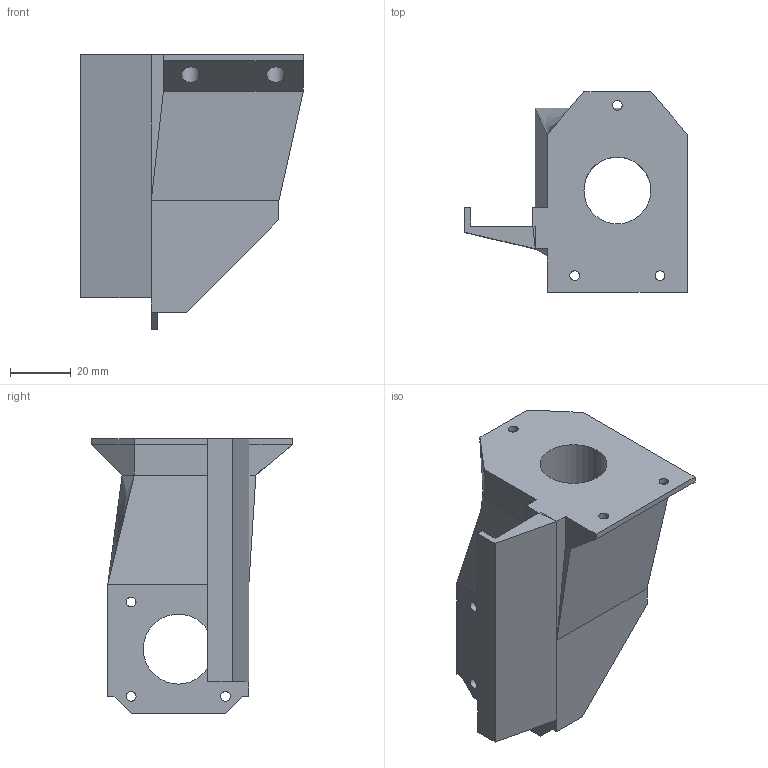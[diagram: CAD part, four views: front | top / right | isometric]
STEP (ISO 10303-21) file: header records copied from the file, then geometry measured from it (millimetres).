
FILE_DESCRIPTION(('FreeCAD Model'),'2;1');
FILE_NAME( 'slide-motor-bracket.step', '2019-10-22T22:34:14',('Author'),(''), 'Open CASCADE STEP processor 7.3','FreeCAD','Unknown');
FILE_SCHEMA(('AUTOMOTIVE_DESIGN { 1 0 10303 214 1 1 1 1 }'));
Length unit declared in the file: millimetre
Products named in the file (1): Pad022
Bounding box: 73.2 x 66 x 90.4 mm (x, y, z)
Volume: 101905.7 mm3; surface area: 28631.5 mm2
Topology: 1 solids, 1 shells, 66 faces, 160 edges, 99 vertices
Faces by surface type: plane 42, bspline 13, cylinder 11
Full cylindrical faces by diameter (mm): 3.2 x6, 6 x3, 22 x1, 23 x1
Entity records: 4480 total; most frequent: CARTESIAN_POINT 1321, DIRECTION 526, LINE 360, VECTOR 360, ORIENTED_EDGE 320, PCURVE 320, DEFINITIONAL_REPRESENTATION 320, EDGE_CURVE 160
